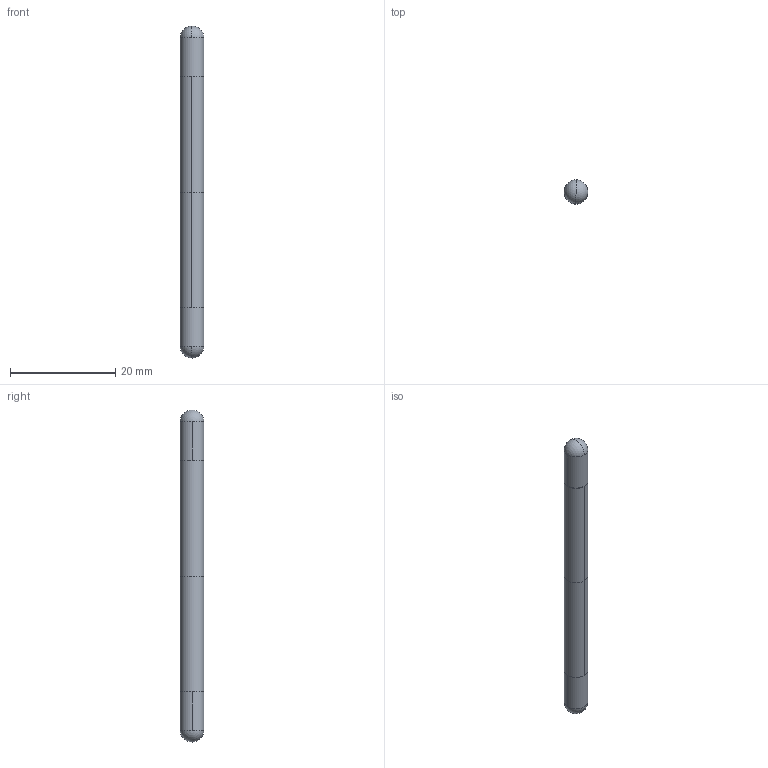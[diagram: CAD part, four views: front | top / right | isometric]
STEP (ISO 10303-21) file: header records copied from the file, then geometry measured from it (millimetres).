
FILE_DESCRIPTION (( 'STEP AP203' ), '1' );
FILE_NAME ('48975.STEP', '2024-03-01T12:48:08', ( '' ), ( '' ), 'SwSTEP 2.0', 'SolidWorks 2023', '' );
FILE_SCHEMA (( 'CONFIG_CONTROL_DESIGN' ));
Length unit declared in the file: inch
Products named in the file (1): 48975
Bounding box: 4.5 x 4.5 x 63 mm (x, y, z)
Surface area: 1447 mm2
Topology: 5 solids, 5 shells, 29 faces, 60 edges, 35 vertices
Faces by surface type: cylinder 10, plane 7, sphere 6, cone 6
Entity records: 813 total; most frequent: DIRECTION 152, CARTESIAN_POINT 119, ORIENTED_EDGE 108, AXIS2_PLACEMENT_3D 68, EDGE_CURVE 54, CIRCLE 38, VERTEX_POINT 35, FACE_OUTER_BOUND 29
